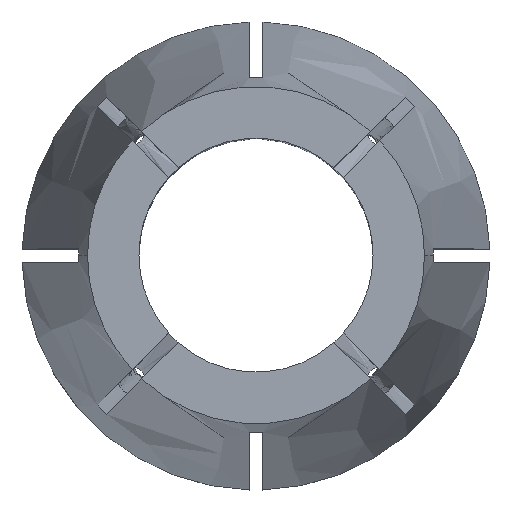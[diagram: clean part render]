
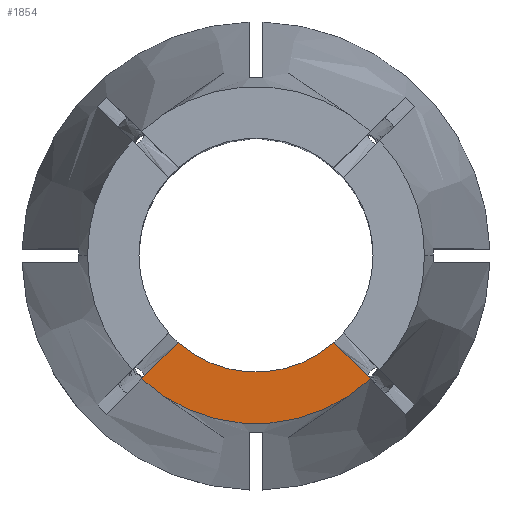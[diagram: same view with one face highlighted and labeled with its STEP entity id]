
A CAD part, top view. The second image highlights one B-rep face of the part: STEP entity #1854.
In plain terms, the highlighted planar face has unit normal (0, 0, 1).
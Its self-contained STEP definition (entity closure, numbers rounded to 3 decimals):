
#119 = DIRECTION ( 'NONE',  ( 0.707, 0.707, 0. ) ) ;
#160 = EDGE_CURVE ( 'NONE', #1000, #2628, #1845, .T. ) ;
#235 = EDGE_CURVE ( 'NONE', #2478, #2628, #1759, .T. ) ;
#242 = DIRECTION ( 'NONE',  ( 0., 0., 1. ) ) ;
#266 = DIRECTION ( 'NONE',  ( 0., 0., -1. ) ) ;
#285 = CARTESIAN_POINT ( 'NONE',  ( 0., 0., 0. ) ) ;
#290 = DIRECTION ( 'NONE',  ( 1., 0., 0. ) ) ;
#347 = CARTESIAN_POINT ( 'NONE',  ( -0.265, -0.265, 0. ) ) ;
#354 = DIRECTION ( 'NONE',  ( -0.707, 0.707, 0. ) ) ;
#359 = PLANE ( 'NONE',  #1137 ) ;
#361 = ORIENTED_EDGE ( 'NONE', *, *, #2215, .F. ) ;
#549 = ORIENTED_EDGE ( 'NONE', *, *, #160, .T. ) ;
#606 = ORIENTED_EDGE ( 'NONE', *, *, #235, .F. ) ;
#1000 = VERTEX_POINT ( 'NONE', #2309 ) ;
#1009 = CARTESIAN_POINT ( 'NONE',  ( 0., 0., 0. ) ) ;
#1137 = AXIS2_PLACEMENT_3D ( 'NONE', #1009, #266, #2689 ) ;
#1219 = CARTESIAN_POINT ( 'NONE',  ( 4.323, -4.854, 0. ) ) ;
#1335 = LINE ( 'NONE', #2216, #1721 ) ;
#1681 = CARTESIAN_POINT ( 'NONE',  ( -4.323, -4.854, 0. ) ) ;
#1721 = VECTOR ( 'NONE', #119, 1000. ) ;
#1759 = CIRCLE ( 'NONE', #2038, 6.5 ) ;
#1773 = DIRECTION ( 'NONE',  ( 1., 0., 0. ) ) ;
#1845 = LINE ( 'NONE', #347, #1937 ) ;
#1854 = ADVANCED_FACE ( 'NONE', ( #2592 ), #359, .F. ) ;
#1937 = VECTOR ( 'NONE', #354, 1000. ) ;
#2003 = CIRCLE ( 'NONE', #2474, 9.36 ) ;
#2038 = AXIS2_PLACEMENT_3D ( 'NONE', #285, #242, #290 ) ;
#2065 = CARTESIAN_POINT ( 'NONE',  ( 0., 0., 0. ) ) ;
#2066 = EDGE_CURVE ( 'NONE', #2444, #1000, #2003, .T. ) ;
#2145 = DIRECTION ( 'NONE',  ( 0., 0., 1. ) ) ;
#2215 = EDGE_CURVE ( 'NONE', #2444, #2478, #1335, .T. ) ;
#2216 = CARTESIAN_POINT ( 'NONE',  ( 0.265, -0.265, 0. ) ) ;
#2309 = CARTESIAN_POINT ( 'NONE',  ( 6.348, -6.879, 0. ) ) ;
#2426 = CARTESIAN_POINT ( 'NONE',  ( -6.348, -6.879, 0. ) ) ;
#2444 = VERTEX_POINT ( 'NONE', #2426 ) ;
#2473 = EDGE_LOOP ( 'NONE', ( #361, #2797, #549, #606 ) ) ;
#2474 = AXIS2_PLACEMENT_3D ( 'NONE', #2065, #2145, #1773 ) ;
#2478 = VERTEX_POINT ( 'NONE', #1681 ) ;
#2592 = FACE_OUTER_BOUND ( 'NONE', #2473, .T. ) ;
#2628 = VERTEX_POINT ( 'NONE', #1219 ) ;
#2689 = DIRECTION ( 'NONE',  ( -1., 0., 0. ) ) ;
#2797 = ORIENTED_EDGE ( 'NONE', *, *, #2066, .T. ) ;
